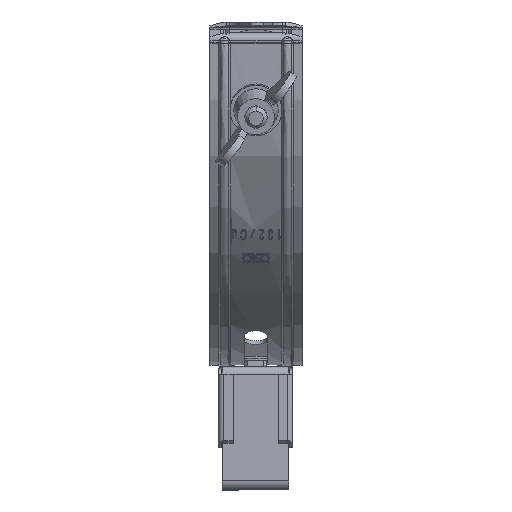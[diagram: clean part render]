
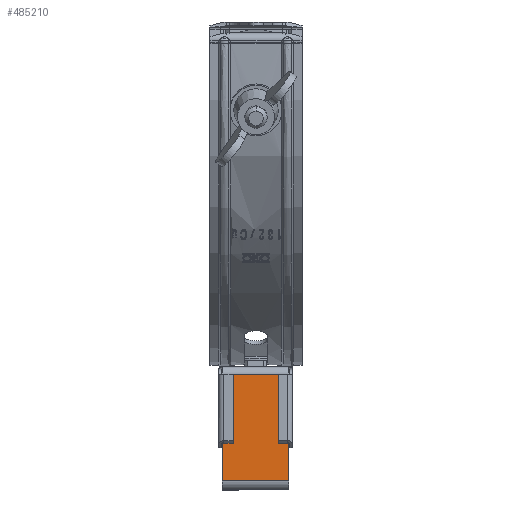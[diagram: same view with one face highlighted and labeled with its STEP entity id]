
A CAD part, front view. The second image highlights one B-rep face of the part: STEP entity #485210.
In plain terms, the highlighted face is planar.
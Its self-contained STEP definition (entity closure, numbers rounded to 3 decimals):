
#482960=CARTESIAN_POINT('',(782.941,515.007,
28.9));
#482970=VERTEX_POINT('',#482960);
#483000=CARTESIAN_POINT('',(782.941,515.007,
19.1));
#483010=DIRECTION('',(0.,0.,-1.));
#483020=VECTOR('',#483010,1.);
#483030=LINE('',#483000,#483020);
#483040=CARTESIAN_POINT('',(782.941,515.007,0.));
#483050=VERTEX_POINT('',#483040);
#483060=EDGE_CURVE('',#482970,#483050,#483030,.T.);
#484840=CARTESIAN_POINT('',(782.941,497.007,
28.9));
#484850=VERTEX_POINT('',#484840);
#484880=CARTESIAN_POINT('',(782.941,515.007,
28.9));
#484890=DIRECTION('',(0.,-1.,0.));
#484900=VECTOR('',#484890,1.);
#484910=LINE('',#484880,#484900);
#484920=EDGE_CURVE('',#482970,#484850,#484910,.T.);
#484980=CARTESIAN_POINT('',(782.941,515.007,
19.1));
#484990=DIRECTION('',(-1.,0.,0.));
#485000=DIRECTION('',(0.,0.,1.));
#485010=AXIS2_PLACEMENT_3D('',#484980,#484990,#485000);
#485020=PLANE('',#485010);
#485030=ORIENTED_EDGE('',*,*,#484920,.F.);
#485040=CARTESIAN_POINT('',(782.941,497.007,
19.1));
#485050=DIRECTION('',(0.,0.,-1.));
#485060=VECTOR('',#485050,1.);
#485070=LINE('',#485040,#485060);
#485080=CARTESIAN_POINT('',(782.941,497.007,0.));
#485090=VERTEX_POINT('',#485080);
#485100=EDGE_CURVE('',#484850,#485090,#485070,.T.);
#485110=ORIENTED_EDGE('',*,*,#485100,.F.);
#485120=CARTESIAN_POINT('',(782.941,515.007,0.));
#485130=DIRECTION('',(0.,-1.,0.));
#485140=VECTOR('',#485130,1.);
#485150=LINE('',#485120,#485140);
#485160=EDGE_CURVE('',#483050,#485090,#485150,.T.);
#485170=ORIENTED_EDGE('',*,*,#485160,.T.);
#485180=ORIENTED_EDGE('',*,*,#483060,.T.);
#485190=EDGE_LOOP('',(#485180,#485170,#485110,#485030));
#485200=FACE_OUTER_BOUND('',#485190,.T.);
#485210=ADVANCED_FACE('',(#485200),#485020,.T.);
